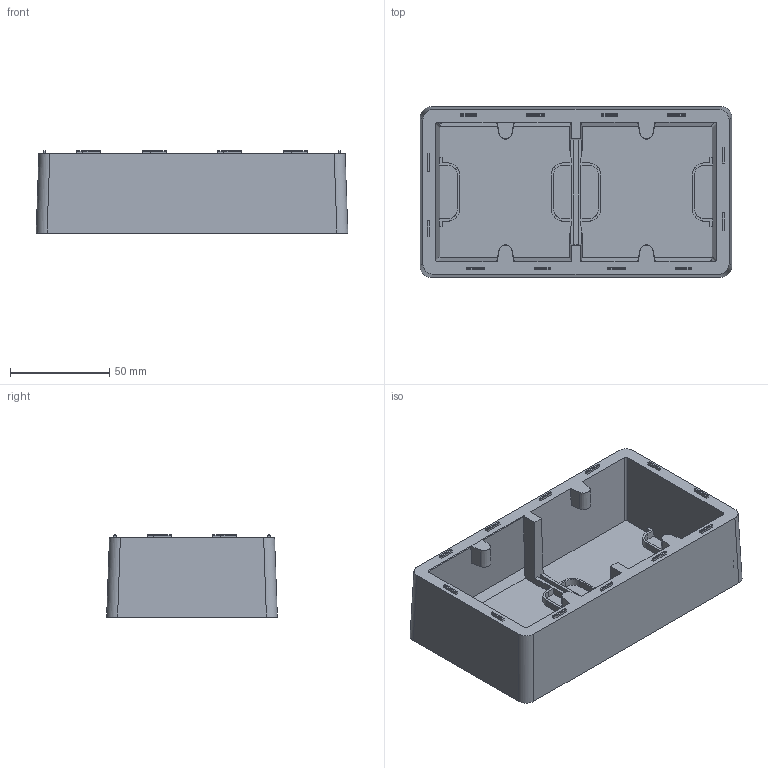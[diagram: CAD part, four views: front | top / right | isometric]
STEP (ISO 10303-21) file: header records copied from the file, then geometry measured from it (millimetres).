
FILE_DESCRIPTION (( 'STEP AP214' ), '1' );
FILE_NAME ('Êîðîáêà íàêëàäíîãî ìîíòàæà 2 ìåñòíàÿ.STEP', '2025-06-06T08:59:34', ( '' ), ( '' ), 'SwSTEP 2.0', 'SolidWorks 2022', '' );
FILE_SCHEMA (( 'AUTOMOTIVE_DESIGN' ));
Length unit declared in the file: millimetre
Products named in the file (1): Коробка накладного монтажа 2 местная
Bounding box: 156.89 x 85.89 x 41.3 mm (x, y, z)
Volume: 292744.3 mm3; surface area: 62517 mm2
Topology: 1 solids, 2 shells, 258 faces, 726 edges, 473 vertices
Faces by surface type: plane 186, cylinder 64, cone 4, bspline 4
Entity records: 10197 total; most frequent: CARTESIAN_POINT 3862, ORIENTED_EDGE 1432, DIRECTION 1106, EDGE_CURVE 716, LINE 572, VECTOR 572, VERTEX_POINT 472, EDGE_LOOP 274
